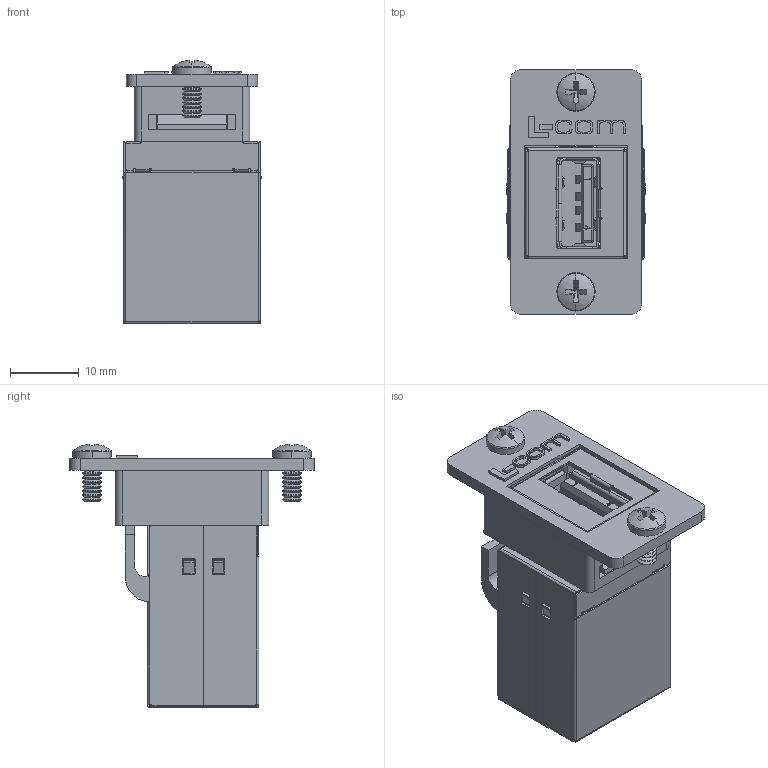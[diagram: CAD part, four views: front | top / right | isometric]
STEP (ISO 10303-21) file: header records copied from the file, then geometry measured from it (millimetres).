
FILE_DESCRIPTION (( 'STEP AP214' ), '1' );
FILE_NAME ('ECF504-AA.STEP', '2013-09-17T15:21:22', ( 'L-Com' ), ( 'L-Com Global Connectivity' ), 'SwSTEP 2.0', 'SolidWorks 2012', '' );
FILE_SCHEMA (( 'AUTOMOTIVE_DESIGN' ));
Length unit declared in the file: inch
Products named in the file (11): 91772A106_default; UADKEY-AA; 1AG02-053; 1AG02-007; 1AG01-138; UADKEY-AA-FA1; 1AA05-019___; 1BC01-058; 1AG01-017; ECF-SK_with Global Connectivity logo; ECF504-AA
Assembly tree (12 placements, depth 4):
  ECF504-AA
    ECF-SK_with Global Connectivity logo
    UADKEY-AA
      1AG01-017
      UADKEY-AA-FA1
        1BC01-058
        1AA05-019___  x2
      1AG01-138
      1AG02-007
      1AG02-053
    91772A106_default  x2
Bounding box: 20.1 x 35.56 x 38.26 mm (x, y, z)
Volume: 7121.3 mm3; surface area: 19385.9 mm2
Topology: 10 solids, 10 shells, 2443 faces, 6733 edges, 4366 vertices
Faces by surface type: plane 1517, cylinder 622, bspline 176, cone 84, torus 28, sphere 16
Entity records: 76882 total; most frequent: CARTESIAN_POINT 20810, ORIENTED_EDGE 10422, DIRECTION 9157, EDGE_CURVE 5211, VECTOR 3767, LINE 3767, VERTEX_POINT 3384, AXIS2_PLACEMENT_3D 2695
